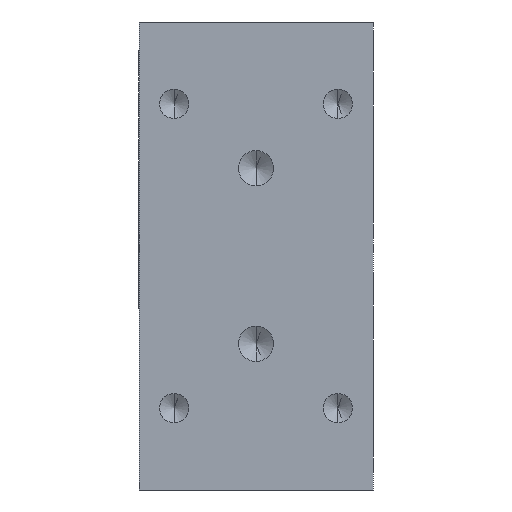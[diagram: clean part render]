
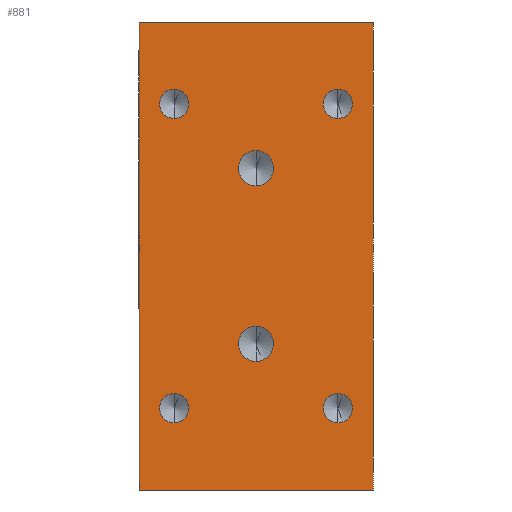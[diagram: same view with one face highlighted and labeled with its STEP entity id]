
A CAD part, left-side view. The second image highlights one B-rep face of the part: STEP entity #881.
In plain terms, the highlighted planar face has unit normal (-1, 0, 0).
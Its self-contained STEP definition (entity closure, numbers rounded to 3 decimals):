
#3 = EDGE_CURVE ( 'NONE', #328, #1379, #1555, .T. ) ;
#47 = CARTESIAN_POINT ( 'NONE',  ( 0., 6., -23.5 ) ) ;
#51 = CARTESIAN_POINT ( 'NONE',  ( 0., 6., 23.5 ) ) ;
#98 = EDGE_LOOP ( 'NONE', ( #1847, #492 ) ) ;
#101 = AXIS2_PLACEMENT_3D ( 'NONE', #1918, #1448, #260 ) ;
#104 = CARTESIAN_POINT ( 'NONE',  ( 0., 6., 26. ) ) ;
#113 = VERTEX_POINT ( 'NONE', #951 ) ;
#127 = VERTEX_POINT ( 'NONE', #1111 ) ;
#130 = AXIS2_PLACEMENT_3D ( 'NONE', #526, #1868, #543 ) ;
#160 = EDGE_CURVE ( 'NONE', #127, #1096, #638, .T. ) ;
#167 = ORIENTED_EDGE ( 'NONE', *, *, #1223, .T. ) ;
#185 = CIRCLE ( 'NONE', #345, 2.5 ) ;
#205 = CIRCLE ( 'NONE', #2027, 2.5 ) ;
#231 = DIRECTION ( 'NONE',  ( -1., 0., 0. ) ) ;
#241 = FACE_BOUND ( 'NONE', #870, .T. ) ;
#250 = CIRCLE ( 'NONE', #312, 2.5 ) ;
#260 = DIRECTION ( 'NONE',  ( 0., 0., 1. ) ) ;
#276 = DIRECTION ( 'NONE',  ( -1., 0., 0. ) ) ;
#282 = ORIENTED_EDGE ( 'NONE', *, *, #1215, .F. ) ;
#312 = AXIS2_PLACEMENT_3D ( 'NONE', #615, #2158, #977 ) ;
#328 = VERTEX_POINT ( 'NONE', #1374 ) ;
#345 = AXIS2_PLACEMENT_3D ( 'NONE', #1249, #397, #2094 ) ;
#362 = EDGE_CURVE ( 'NONE', #1379, #328, #2166, .T. ) ;
#364 = CIRCLE ( 'NONE', #1713, 2.5 ) ;
#391 = CARTESIAN_POINT ( 'NONE',  ( 0., 0., 40. ) ) ;
#397 = DIRECTION ( 'NONE',  ( -1., 0., 0. ) ) ;
#419 = DIRECTION ( 'NONE',  ( 0., 0., 1. ) ) ;
#421 = LINE ( 'NONE', #866, #2164 ) ;
#434 = VERTEX_POINT ( 'NONE', #1738 ) ;
#435 = EDGE_CURVE ( 'NONE', #1251, #535, #1402, .T. ) ;
#451 = PLANE ( 'NONE',  #1992 ) ;
#474 = CARTESIAN_POINT ( 'NONE',  ( 0., 20., -12. ) ) ;
#491 = CIRCLE ( 'NONE', #1261, 2.5 ) ;
#492 = ORIENTED_EDGE ( 'NONE', *, *, #1680, .F. ) ;
#501 = EDGE_CURVE ( 'NONE', #1096, #127, #185, .T. ) ;
#508 = VERTEX_POINT ( 'NONE', #1230 ) ;
#526 = CARTESIAN_POINT ( 'NONE',  ( 0., 20., -15. ) ) ;
#535 = VERTEX_POINT ( 'NONE', #1061 ) ;
#536 = ORIENTED_EDGE ( 'NONE', *, *, #2135, .F. ) ;
#543 = DIRECTION ( 'NONE',  ( 0., 0., 1. ) ) ;
#544 = DIRECTION ( 'NONE',  ( 0., 0., 1. ) ) ;
#546 = CARTESIAN_POINT ( 'NONE',  ( 0., 20., -15. ) ) ;
#551 = DIRECTION ( 'NONE',  ( -1., 0., 0. ) ) ;
#598 = ORIENTED_EDGE ( 'NONE', *, *, #1065, .F. ) ;
#615 = CARTESIAN_POINT ( 'NONE',  ( 0., 6., -26. ) ) ;
#635 = FACE_BOUND ( 'NONE', #1572, .T. ) ;
#638 = CIRCLE ( 'NONE', #1999, 2.5 ) ;
#642 = CARTESIAN_POINT ( 'NONE',  ( 0., 34., -23.5 ) ) ;
#674 = EDGE_CURVE ( 'NONE', #1645, #1011, #1208, .T. ) ;
#709 = DIRECTION ( 'NONE',  ( 0., 0., 1. ) ) ;
#716 = VECTOR ( 'NONE', #2106, 1000. ) ;
#759 = DIRECTION ( 'NONE',  ( -1., 0., 0. ) ) ;
#798 = FACE_BOUND ( 'NONE', #1894, .T. ) ;
#816 = CARTESIAN_POINT ( 'NONE',  ( 0., 6., -28.5 ) ) ;
#854 = ORIENTED_EDGE ( 'NONE', *, *, #1300, .F. ) ;
#856 = EDGE_LOOP ( 'NONE', ( #167, #536, #1501, #1304 ) ) ;
#866 = CARTESIAN_POINT ( 'NONE',  ( 0., 0., -40. ) ) ;
#870 = EDGE_LOOP ( 'NONE', ( #2125, #1466 ) ) ;
#878 = ORIENTED_EDGE ( 'NONE', *, *, #1741, .F. ) ;
#881 = ADVANCED_FACE ( 'NONE', ( #241, #798, #635, #1025, #2112, #1952, #2049 ), #451, .T. ) ;
#951 = CARTESIAN_POINT ( 'NONE',  ( 0., 40., 40. ) ) ;
#965 = VERTEX_POINT ( 'NONE', #1169 ) ;
#968 = DIRECTION ( 'NONE',  ( 0., -1., 0. ) ) ;
#975 = DIRECTION ( 'NONE',  ( 0., 0., 1. ) ) ;
#977 = DIRECTION ( 'NONE',  ( 0., 0., 1. ) ) ;
#1011 = VERTEX_POINT ( 'NONE', #642 ) ;
#1025 = FACE_BOUND ( 'NONE', #1723, .T. ) ;
#1051 = DIRECTION ( 'NONE',  ( 0., 0., 1. ) ) ;
#1061 = CARTESIAN_POINT ( 'NONE',  ( 0., 0., -40. ) ) ;
#1064 = CARTESIAN_POINT ( 'NONE',  ( 0., 34., 26. ) ) ;
#1065 = EDGE_CURVE ( 'NONE', #508, #965, #1736, .T. ) ;
#1069 = DIRECTION ( 'NONE',  ( 0., -1., 0. ) ) ;
#1096 = VERTEX_POINT ( 'NONE', #51 ) ;
#1098 = CARTESIAN_POINT ( 'NONE',  ( 0., 40., 40. ) ) ;
#1100 = CARTESIAN_POINT ( 'NONE',  ( 0., 34., 26. ) ) ;
#1106 = DIRECTION ( 'NONE',  ( 0., 0., 1. ) ) ;
#1111 = CARTESIAN_POINT ( 'NONE',  ( 0., 6., 28.5 ) ) ;
#1134 = VECTOR ( 'NONE', #1069, 1000. ) ;
#1152 = EDGE_CURVE ( 'NONE', #434, #2037, #364, .T. ) ;
#1169 = CARTESIAN_POINT ( 'NONE',  ( 0., 20., 18. ) ) ;
#1192 = EDGE_CURVE ( 'NONE', #1251, #113, #1998, .T. ) ;
#1193 = CIRCLE ( 'NONE', #1371, 3. ) ;
#1208 = CIRCLE ( 'NONE', #101, 2.5 ) ;
#1213 = DIRECTION ( 'NONE',  ( 0., 0., 1. ) ) ;
#1215 = EDGE_CURVE ( 'NONE', #1011, #1645, #205, .T. ) ;
#1218 = VERTEX_POINT ( 'NONE', #47 ) ;
#1223 = EDGE_CURVE ( 'NONE', #535, #2033, #421, .T. ) ;
#1230 = CARTESIAN_POINT ( 'NONE',  ( 0., 20., 12. ) ) ;
#1232 = CARTESIAN_POINT ( 'NONE',  ( 0., 40., -40. ) ) ;
#1249 = CARTESIAN_POINT ( 'NONE',  ( 0., 6., 26. ) ) ;
#1251 = VERTEX_POINT ( 'NONE', #2113 ) ;
#1261 = AXIS2_PLACEMENT_3D ( 'NONE', #1979, #1636, #975 ) ;
#1265 = CARTESIAN_POINT ( 'NONE',  ( 0., 20., 15. ) ) ;
#1285 = DIRECTION ( 'NONE',  ( -1., 0., 0. ) ) ;
#1300 = EDGE_CURVE ( 'NONE', #1744, #1218, #491, .T. ) ;
#1304 = ORIENTED_EDGE ( 'NONE', *, *, #435, .T. ) ;
#1353 = ORIENTED_EDGE ( 'NONE', *, *, #501, .F. ) ;
#1366 = DIRECTION ( 'NONE',  ( 0., 0., 1. ) ) ;
#1371 = AXIS2_PLACEMENT_3D ( 'NONE', #1265, #759, #1594 ) ;
#1374 = CARTESIAN_POINT ( 'NONE',  ( 0., 20., -18. ) ) ;
#1379 = VERTEX_POINT ( 'NONE', #474 ) ;
#1402 = LINE ( 'NONE', #2062, #1134 ) ;
#1448 = DIRECTION ( 'NONE',  ( -1., 0., 0. ) ) ;
#1464 = AXIS2_PLACEMENT_3D ( 'NONE', #1100, #2118, #1106 ) ;
#1466 = ORIENTED_EDGE ( 'NONE', *, *, #3, .F. ) ;
#1501 = ORIENTED_EDGE ( 'NONE', *, *, #1192, .F. ) ;
#1506 = AXIS2_PLACEMENT_3D ( 'NONE', #2030, #1526, #1366 ) ;
#1517 = EDGE_LOOP ( 'NONE', ( #2014, #1353 ) ) ;
#1520 = CIRCLE ( 'NONE', #1464, 2.5 ) ;
#1526 = DIRECTION ( 'NONE',  ( -1., 0., 0. ) ) ;
#1555 = CIRCLE ( 'NONE', #2015, 3. ) ;
#1572 = EDGE_LOOP ( 'NONE', ( #282, #1873 ) ) ;
#1575 = CARTESIAN_POINT ( 'NONE',  ( 0., 34., -26. ) ) ;
#1594 = DIRECTION ( 'NONE',  ( 0., 0., 1. ) ) ;
#1616 = DIRECTION ( 'NONE',  ( -1., 0., 0. ) ) ;
#1625 = EDGE_CURVE ( 'NONE', #965, #508, #1193, .T. ) ;
#1630 = CARTESIAN_POINT ( 'NONE',  ( 0., 40., -40. ) ) ;
#1636 = DIRECTION ( 'NONE',  ( -1., 0., 0. ) ) ;
#1645 = VERTEX_POINT ( 'NONE', #1762 ) ;
#1671 = LINE ( 'NONE', #1098, #716 ) ;
#1680 = EDGE_CURVE ( 'NONE', #2037, #434, #1520, .T. ) ;
#1713 = AXIS2_PLACEMENT_3D ( 'NONE', #1064, #551, #544 ) ;
#1723 = EDGE_LOOP ( 'NONE', ( #878, #854 ) ) ;
#1736 = CIRCLE ( 'NONE', #1506, 3. ) ;
#1738 = CARTESIAN_POINT ( 'NONE',  ( 0., 34., 28.5 ) ) ;
#1741 = EDGE_CURVE ( 'NONE', #1218, #1744, #250, .T. ) ;
#1744 = VERTEX_POINT ( 'NONE', #816 ) ;
#1762 = CARTESIAN_POINT ( 'NONE',  ( 0., 34., -28.5 ) ) ;
#1770 = DIRECTION ( 'NONE',  ( 0., 0., 1. ) ) ;
#1847 = ORIENTED_EDGE ( 'NONE', *, *, #1152, .F. ) ;
#1861 = CARTESIAN_POINT ( 'NONE',  ( 0., 34., 23.5 ) ) ;
#1865 = VECTOR ( 'NONE', #1213, 1000. ) ;
#1868 = DIRECTION ( 'NONE',  ( -1., 0., 0. ) ) ;
#1873 = ORIENTED_EDGE ( 'NONE', *, *, #674, .F. ) ;
#1894 = EDGE_LOOP ( 'NONE', ( #2006, #598 ) ) ;
#1918 = CARTESIAN_POINT ( 'NONE',  ( 0., 34., -26. ) ) ;
#1952 = FACE_BOUND ( 'NONE', #1517, .T. ) ;
#1979 = CARTESIAN_POINT ( 'NONE',  ( 0., 6., -26. ) ) ;
#1992 = AXIS2_PLACEMENT_3D ( 'NONE', #1630, #1616, #968 ) ;
#1998 = LINE ( 'NONE', #1232, #1865 ) ;
#1999 = AXIS2_PLACEMENT_3D ( 'NONE', #104, #276, #419 ) ;
#2006 = ORIENTED_EDGE ( 'NONE', *, *, #1625, .F. ) ;
#2014 = ORIENTED_EDGE ( 'NONE', *, *, #160, .F. ) ;
#2015 = AXIS2_PLACEMENT_3D ( 'NONE', #546, #231, #709 ) ;
#2027 = AXIS2_PLACEMENT_3D ( 'NONE', #1575, #1285, #1770 ) ;
#2030 = CARTESIAN_POINT ( 'NONE',  ( 0., 20., 15. ) ) ;
#2033 = VERTEX_POINT ( 'NONE', #391 ) ;
#2037 = VERTEX_POINT ( 'NONE', #1861 ) ;
#2049 = FACE_OUTER_BOUND ( 'NONE', #856, .T. ) ;
#2062 = CARTESIAN_POINT ( 'NONE',  ( 0., 40., -40. ) ) ;
#2094 = DIRECTION ( 'NONE',  ( 0., 0., 1. ) ) ;
#2106 = DIRECTION ( 'NONE',  ( 0., -1., 0. ) ) ;
#2112 = FACE_BOUND ( 'NONE', #98, .T. ) ;
#2113 = CARTESIAN_POINT ( 'NONE',  ( 0., 40., -40. ) ) ;
#2118 = DIRECTION ( 'NONE',  ( -1., 0., 0. ) ) ;
#2125 = ORIENTED_EDGE ( 'NONE', *, *, #362, .F. ) ;
#2135 = EDGE_CURVE ( 'NONE', #113, #2033, #1671, .T. ) ;
#2158 = DIRECTION ( 'NONE',  ( -1., 0., 0. ) ) ;
#2164 = VECTOR ( 'NONE', #1051, 1000. ) ;
#2166 = CIRCLE ( 'NONE', #130, 3. ) ;
